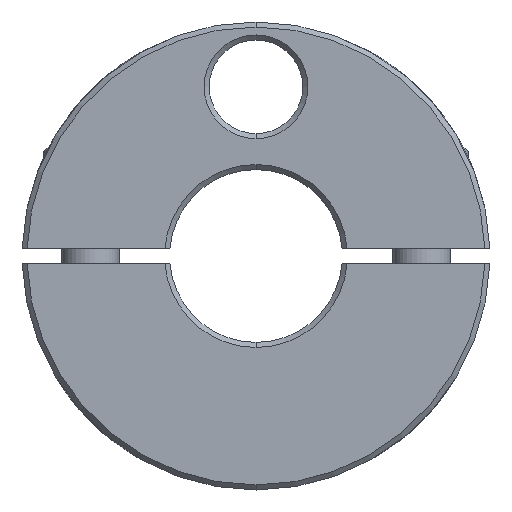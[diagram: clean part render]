
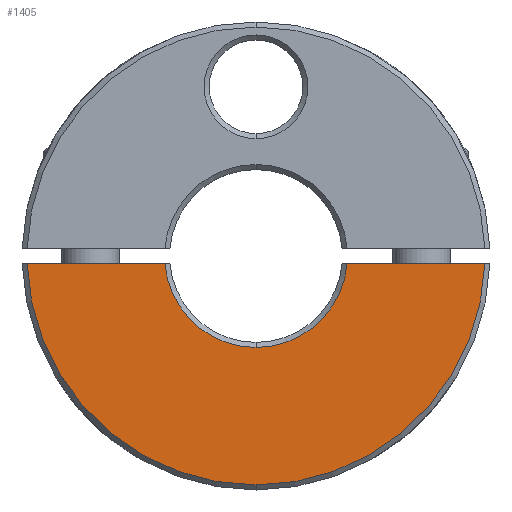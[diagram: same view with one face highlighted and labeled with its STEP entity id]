
A CAD part, front view. The second image highlights one B-rep face of the part: STEP entity #1405.
In plain terms, the highlighted planar face has unit normal (0, -1, 0).
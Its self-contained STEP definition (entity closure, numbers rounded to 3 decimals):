
#665=EDGE_CURVE('',#707,#677,#1707,.T.);
#667=EDGE_CURVE('',#1409,#1057,#1709,.T.);
#677=VERTEX_POINT('',#1721);
#707=VERTEX_POINT('',#1755);
#853=EDGE_CURVE('',#1057,#677,#1908,.T.);
#885=EDGE_CURVE('',#1353,#707,#1947,.T.);
#1057=VERTEX_POINT('',#2137);
#1077=VERTEX_POINT('',#2160);
#1085=EDGE_CURVE('',#1353,#1077,#2169,.T.);
#1353=VERTEX_POINT('',#2472);
#1405=ADVANCED_FACE('',(#2531),#2532,.T.);
#1409=VERTEX_POINT('',#2536);
#1413=EDGE_CURVE('',#1077,#1409,#2541,.T.);
#1707=CIRCLE('',#2918,12.7);
#1709=CIRCLE('',#2921,31.8);
#1721=CARTESIAN_POINT('',(12.661,-18.0,-1.0));
#1755=CARTESIAN_POINT('',(0.,-18.,-12.7));
#1908=LINE('',#3249,#3250);
#1947=CIRCLE('',#3313,12.7);
#2137=CARTESIAN_POINT('',(31.784,-18.0,-1.0));
#2160=CARTESIAN_POINT('',(-31.784,-18.0,-1.0));
#2169=LINE('',#3653,#3654);
#2472=CARTESIAN_POINT('',(-12.661,-18.0,-1.0));
#2531=FACE_OUTER_BOUND('',#4373,.T.);
#2532=PLANE('',#4374);
#2536=CARTESIAN_POINT('',(0.,-18.,-31.8));
#2541=CIRCLE('',#4385,31.8);
#2918=AXIS2_PLACEMENT_3D('',#4850,#4851,#4852);
#2921=AXIS2_PLACEMENT_3D('',#4853,#4854,#4855);
#3249=CARTESIAN_POINT('',(32.5,-18.,-1.0));
#3250=VECTOR('',#5044,1.0);
#3313=AXIS2_PLACEMENT_3D('',#5098,#5099,#5100);
#3653=CARTESIAN_POINT('',(7.75,-18.,-1.0));
#3654=VECTOR('',#5361,1.0);
#4373=EDGE_LOOP('',(#5772,#5773,#5774,#5775,#5776,#5777));
#4374=AXIS2_PLACEMENT_3D('',#5778,#5779,#5780);
#4385=AXIS2_PLACEMENT_3D('',#5792,#5793,#5794);
#4850=CARTESIAN_POINT('',(0.,-18.,0.));
#4851=DIRECTION('',(0.,-1.0,0.));
#4852=DIRECTION('',(0.,0.,1.0));
#4853=CARTESIAN_POINT('',(0.,-18.,0.));
#4854=DIRECTION('',(0.,-1.0,0.));
#4855=DIRECTION('',(0.,0.,1.0));
#5044=DIRECTION('',(-1.0,0.,0.));
#5098=CARTESIAN_POINT('',(0.,-18.,0.));
#5099=DIRECTION('',(0.,-1.0,0.));
#5100=DIRECTION('',(0.,0.,1.0));
#5361=DIRECTION('',(-1.0,0.,0.));
#5772=ORIENTED_EDGE('',*,*,#853,.T.);
#5773=ORIENTED_EDGE('',*,*,#665,.F.);
#5774=ORIENTED_EDGE('',*,*,#885,.F.);
#5775=ORIENTED_EDGE('',*,*,#1085,.T.);
#5776=ORIENTED_EDGE('',*,*,#1413,.T.);
#5777=ORIENTED_EDGE('',*,*,#667,.T.);
#5778=CARTESIAN_POINT('',(0.,-18.,22.25));
#5779=DIRECTION('',(0.,-1.0,0.));
#5780=DIRECTION('',(0.,0.,1.0));
#5792=CARTESIAN_POINT('',(0.,-18.,0.));
#5793=DIRECTION('',(0.,-1.0,0.));
#5794=DIRECTION('',(0.,0.,1.0));
